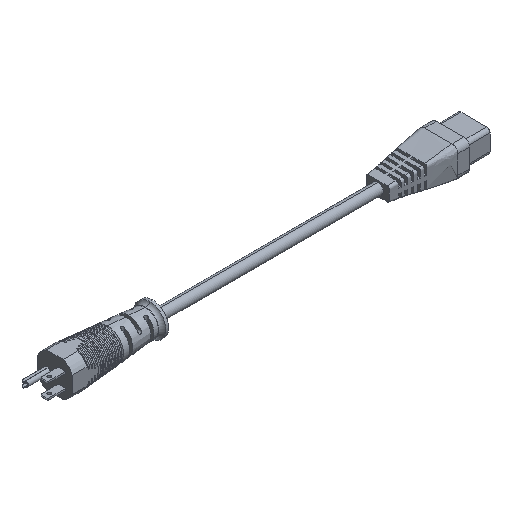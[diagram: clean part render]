
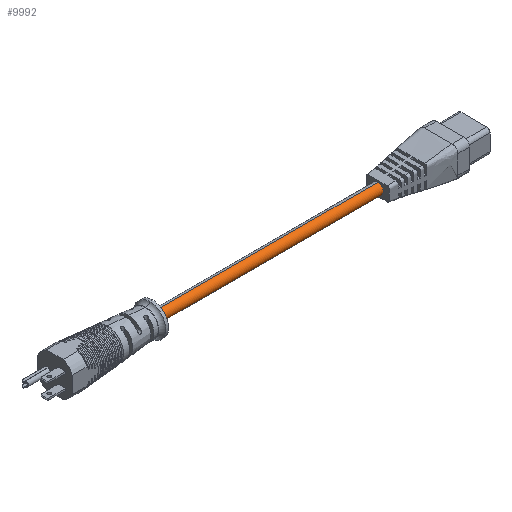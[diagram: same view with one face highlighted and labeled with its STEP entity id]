
A CAD part, isometric view. The second image highlights one B-rep face of the part: STEP entity #9992.
In plain terms, the highlighted cylindrical face has radius 4.6 mm (diameter 9.2 mm), a partial arc.
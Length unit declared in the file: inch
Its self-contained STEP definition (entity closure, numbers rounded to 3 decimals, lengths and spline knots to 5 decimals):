
#1816 = CARTESIAN_POINT ( 'NONE',  ( 0.1811, 0., -10. ) ) ;
#2532 = DIRECTION ( 'NONE',  ( 0., 0., 1. ) ) ;
#3251 = DIRECTION ( 'NONE',  ( 1., 0., 0. ) ) ;
#3273 = ORIENTED_EDGE ( 'NONE', *, *, #9350, .T. ) ;
#3880 = DIRECTION ( 'NONE',  ( 0., 0., 1. ) ) ;
#3895 = CARTESIAN_POINT ( 'NONE',  ( -0.1811, 0., -10. ) ) ;
#4174 = VERTEX_POINT ( 'NONE', #12990 ) ;
#4548 = DIRECTION ( 'NONE',  ( 0., 0., 1. ) ) ;
#5213 = VERTEX_POINT ( 'NONE', #11444 ) ;
#5721 = CYLINDRICAL_SURFACE ( 'NONE', #15683, 0.1811 ) ;
#6452 = LINE ( 'NONE', #3895, #13741 ) ;
#6939 = VERTEX_POINT ( 'NONE', #15667 ) ;
#6946 = DIRECTION ( 'NONE',  ( 0., 0., 1. ) ) ;
#7518 = CIRCLE ( 'NONE', #12844, 0.1811 ) ;
#7891 = DIRECTION ( 'NONE',  ( 1., 0., 0. ) ) ;
#8662 = ORIENTED_EDGE ( 'NONE', *, *, #10936, .F. ) ;
#9232 = CARTESIAN_POINT ( 'NONE',  ( 0., 0., 0. ) ) ;
#9350 = EDGE_CURVE ( 'NONE', #4174, #6939, #11292, .T. ) ;
#9496 = DIRECTION ( 'NONE',  ( 1., 0., 0. ) ) ;
#9992 = ADVANCED_FACE ( 'NONE', ( #11055 ), #5721, .T. ) ;
#10241 = EDGE_CURVE ( 'NONE', #16495, #4174, #15411, .T. ) ;
#10936 = EDGE_CURVE ( 'NONE', #16495, #5213, #6452, .T. ) ;
#11055 = FACE_OUTER_BOUND ( 'NONE', #11373, .T. ) ;
#11209 = AXIS2_PLACEMENT_3D ( 'NONE', #14562, #2532, #7891 ) ;
#11292 = LINE ( 'NONE', #1816, #14270 ) ;
#11363 = CARTESIAN_POINT ( 'NONE',  ( -0.1811, 0., -10. ) ) ;
#11373 = EDGE_LOOP ( 'NONE', ( #8662, #16306, #3273, #16878 ) ) ;
#11444 = CARTESIAN_POINT ( 'NONE',  ( -0.1811, 0., 0. ) ) ;
#12844 = AXIS2_PLACEMENT_3D ( 'NONE', #9232, #3880, #9496 ) ;
#12990 = CARTESIAN_POINT ( 'NONE',  ( 0.1811, 0., -10. ) ) ;
#13239 = EDGE_CURVE ( 'NONE', #5213, #6939, #7518, .T. ) ;
#13741 = VECTOR ( 'NONE', #17147, 39.37008 ) ;
#14270 = VECTOR ( 'NONE', #4548, 39.37008 ) ;
#14562 = CARTESIAN_POINT ( 'NONE',  ( 0., 0., -10. ) ) ;
#15411 = CIRCLE ( 'NONE', #11209, 0.1811 ) ;
#15667 = CARTESIAN_POINT ( 'NONE',  ( 0.1811, 0., 0. ) ) ;
#15683 = AXIS2_PLACEMENT_3D ( 'NONE', #16413, #6946, #3251 ) ;
#16306 = ORIENTED_EDGE ( 'NONE', *, *, #10241, .T. ) ;
#16413 = CARTESIAN_POINT ( 'NONE',  ( 0., 0., -10. ) ) ;
#16495 = VERTEX_POINT ( 'NONE', #11363 ) ;
#16878 = ORIENTED_EDGE ( 'NONE', *, *, #13239, .F. ) ;
#17147 = DIRECTION ( 'NONE',  ( 0., 0., 1. ) ) ;
